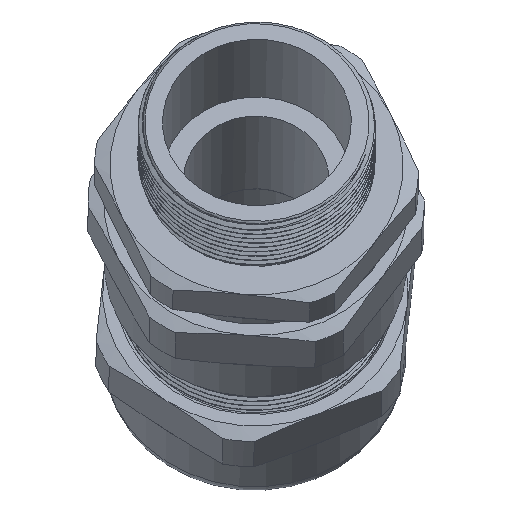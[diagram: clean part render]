
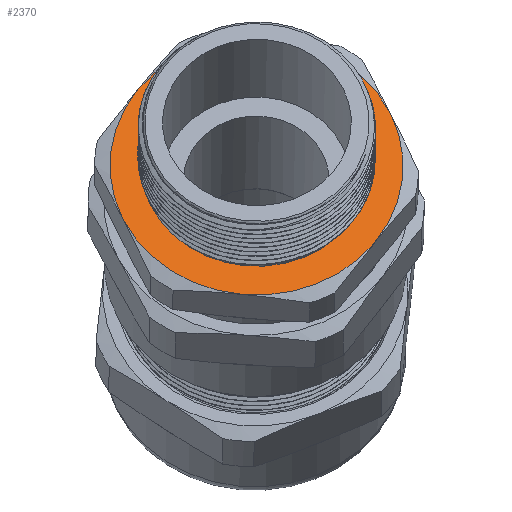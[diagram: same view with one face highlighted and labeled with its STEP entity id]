
A CAD part, left-side view. The second image highlights one B-rep face of the part: STEP entity #2370.
In plain terms, the highlighted face is planar.
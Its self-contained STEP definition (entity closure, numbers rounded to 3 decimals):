
#273=PLANE('',#2771);
#401=FACE_BOUND('',#801,.T.);
#567=FACE_OUTER_BOUND('',#800,.T.);
#800=EDGE_LOOP('',(#2121,#2122,#2123,#2124,#2125,#2126));
#801=EDGE_LOOP('',(#2127));
#962=CIRCLE('',#2747,24.);
#965=CIRCLE('',#2751,24.);
#966=CIRCLE('',#2753,24.);
#969=CIRCLE('',#2757,24.);
#971=CIRCLE('',#2760,24.);
#974=CIRCLE('',#2770,24.);
#975=CIRCLE('',#2772,18.664);
#1196=VERTEX_POINT('',#13245);
#1205=VERTEX_POINT('',#13273);
#1211=VERTEX_POINT('',#13294);
#1217=VERTEX_POINT('',#13315);
#1223=VERTEX_POINT('',#13336);
#1229=VERTEX_POINT('',#13357);
#1232=VERTEX_POINT('',#13411);
#1526=EDGE_CURVE('',#1196,#1229,#962,.T.);
#1529=EDGE_CURVE('',#1229,#1223,#965,.T.);
#1530=EDGE_CURVE('',#1205,#1217,#966,.T.);
#1533=EDGE_CURVE('',#1217,#1211,#969,.T.);
#1535=EDGE_CURVE('',#1223,#1205,#971,.T.);
#1538=EDGE_CURVE('',#1211,#1196,#974,.T.);
#1539=EDGE_CURVE('',#1232,#1232,#975,.T.);
#2121=ORIENTED_EDGE('',*,*,#1526,.F.);
#2122=ORIENTED_EDGE('',*,*,#1538,.F.);
#2123=ORIENTED_EDGE('',*,*,#1533,.F.);
#2124=ORIENTED_EDGE('',*,*,#1530,.F.);
#2125=ORIENTED_EDGE('',*,*,#1535,.F.);
#2126=ORIENTED_EDGE('',*,*,#1529,.F.);
#2127=ORIENTED_EDGE('',*,*,#1539,.T.);
#2370=ADVANCED_FACE('',(#567,#401),#273,.T.);
#2747=AXIS2_PLACEMENT_3D('',#13386,#3399,#3400);
#2751=AXIS2_PLACEMENT_3D('',#13390,#3407,#3408);
#2753=AXIS2_PLACEMENT_3D('',#13392,#3411,#3412);
#2757=AXIS2_PLACEMENT_3D('',#13396,#3419,#3420);
#2760=AXIS2_PLACEMENT_3D('',#13399,#3425,#3426);
#2770=AXIS2_PLACEMENT_3D('',#13409,#3445,#3446);
#2771=AXIS2_PLACEMENT_3D('',#13410,#3447,#3448);
#2772=AXIS2_PLACEMENT_3D('',#13412,#3449,#3450);
#3399=DIRECTION('center_axis',(1.,0.,0.));
#3400=DIRECTION('ref_axis',(0.,-1.,0.));
#3407=DIRECTION('center_axis',(1.,0.,0.));
#3408=DIRECTION('ref_axis',(0.,-1.,0.));
#3411=DIRECTION('center_axis',(1.,0.,0.));
#3412=DIRECTION('ref_axis',(0.,-1.,0.));
#3419=DIRECTION('center_axis',(1.,0.,0.));
#3420=DIRECTION('ref_axis',(0.,-1.,0.));
#3425=DIRECTION('center_axis',(1.,0.,0.));
#3426=DIRECTION('ref_axis',(0.,-1.,0.));
#3445=DIRECTION('center_axis',(1.,0.,0.));
#3446=DIRECTION('ref_axis',(0.,-1.,0.));
#3447=DIRECTION('center_axis',(-1.,0.,0.));
#3448=DIRECTION('ref_axis',(0.,0.,1.));
#3449=DIRECTION('center_axis',(1.,0.,0.));
#3450=DIRECTION('ref_axis',(0.,0.,-1.));
#13245=CARTESIAN_POINT('',(-31.88,24.,0.));
#13273=CARTESIAN_POINT('',(-31.88,-24.,0.));
#13294=CARTESIAN_POINT('',(-31.88,12.,-20.785));
#13315=CARTESIAN_POINT('',(-31.88,-12.,-20.785));
#13336=CARTESIAN_POINT('',(-31.88,-12.,20.785));
#13357=CARTESIAN_POINT('',(-31.88,12.,20.785));
#13386=CARTESIAN_POINT('Origin',(-31.88,0.,0.));
#13390=CARTESIAN_POINT('Origin',(-31.88,0.,0.));
#13392=CARTESIAN_POINT('Origin',(-31.88,0.,0.));
#13396=CARTESIAN_POINT('Origin',(-31.88,0.,0.));
#13399=CARTESIAN_POINT('Origin',(-31.88,0.,0.));
#13409=CARTESIAN_POINT('Origin',(-31.88,0.,0.));
#13410=CARTESIAN_POINT('Origin',(-31.88,26.5,0.));
#13411=CARTESIAN_POINT('',(-31.88,18.664,0.));
#13412=CARTESIAN_POINT('Origin',(-31.88,0.,0.));
